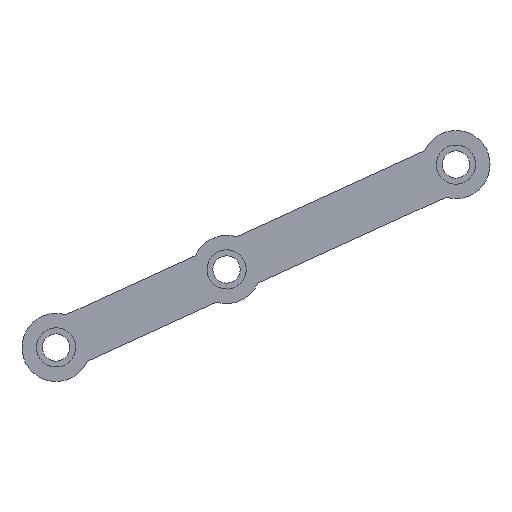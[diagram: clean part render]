
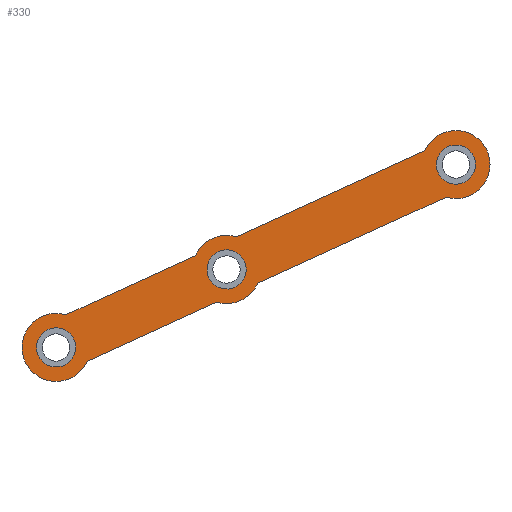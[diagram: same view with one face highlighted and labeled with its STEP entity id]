
A CAD part, left-side view. The second image highlights one B-rep face of the part: STEP entity #330.
In plain terms, the highlighted planar face has unit normal (-1, 0, 0).
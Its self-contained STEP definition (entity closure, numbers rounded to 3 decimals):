
#25=FACE_BOUND('',#81,.T.);
#26=FACE_BOUND('',#82,.T.);
#27=FACE_BOUND('',#83,.T.);
#36=PLANE('',#384);
#55=FACE_OUTER_BOUND('',#80,.T.);
#80=EDGE_LOOP('',(#291,#292,#293,#294,#295,#296,#297,#298));
#81=EDGE_LOOP('',(#299));
#82=EDGE_LOOP('',(#300));
#83=EDGE_LOOP('',(#301));
#90=LINE('',#536,#112);
#95=LINE('',#550,#117);
#99=LINE('',#562,#121);
#103=LINE('',#574,#125);
#112=VECTOR('',#440,10.);
#117=VECTOR('',#453,10.);
#121=VECTOR('',#465,10.);
#125=VECTOR('',#477,10.);
#128=CIRCLE('',#347,5.75);
#131=CIRCLE('',#352,5.75);
#134=CIRCLE('',#357,5.75);
#140=CIRCLE('',#369,10.);
#142=CIRCLE('',#373,10.);
#144=CIRCLE('',#377,10.);
#146=CIRCLE('',#381,10.);
#148=VERTEX_POINT('',#495);
#151=VERTEX_POINT('',#504);
#154=VERTEX_POINT('',#513);
#160=VERTEX_POINT('',#534);
#161=VERTEX_POINT('',#535);
#164=VERTEX_POINT('',#543);
#166=VERTEX_POINT('',#549);
#168=VERTEX_POINT('',#555);
#170=VERTEX_POINT('',#561);
#172=VERTEX_POINT('',#567);
#174=VERTEX_POINT('',#573);
#176=EDGE_CURVE('',#148,#148,#128,.T.);
#180=EDGE_CURVE('',#151,#151,#131,.T.);
#184=EDGE_CURVE('',#154,#154,#134,.T.);
#194=EDGE_CURVE('',#160,#161,#90,.T.);
#198=EDGE_CURVE('',#164,#161,#140,.T.);
#201=EDGE_CURVE('',#164,#166,#95,.T.);
#204=EDGE_CURVE('',#168,#166,#142,.T.);
#207=EDGE_CURVE('',#168,#170,#99,.T.);
#210=EDGE_CURVE('',#172,#170,#144,.T.);
#213=EDGE_CURVE('',#172,#174,#103,.T.);
#216=EDGE_CURVE('',#160,#174,#146,.T.);
#291=ORIENTED_EDGE('',*,*,#216,.F.);
#292=ORIENTED_EDGE('',*,*,#194,.T.);
#293=ORIENTED_EDGE('',*,*,#198,.F.);
#294=ORIENTED_EDGE('',*,*,#201,.T.);
#295=ORIENTED_EDGE('',*,*,#204,.F.);
#296=ORIENTED_EDGE('',*,*,#207,.T.);
#297=ORIENTED_EDGE('',*,*,#210,.F.);
#298=ORIENTED_EDGE('',*,*,#213,.T.);
#299=ORIENTED_EDGE('',*,*,#176,.T.);
#300=ORIENTED_EDGE('',*,*,#180,.T.);
#301=ORIENTED_EDGE('',*,*,#184,.T.);
#330=ADVANCED_FACE('',(#55,#25,#26,#27),#36,.F.);
#347=AXIS2_PLACEMENT_3D('',#496,#392,#393);
#352=AXIS2_PLACEMENT_3D('',#505,#403,#404);
#357=AXIS2_PLACEMENT_3D('',#514,#414,#415);
#369=AXIS2_PLACEMENT_3D('',#544,#446,#447);
#373=AXIS2_PLACEMENT_3D('',#556,#458,#459);
#377=AXIS2_PLACEMENT_3D('',#568,#470,#471);
#381=AXIS2_PLACEMENT_3D('',#579,#482,#483);
#384=AXIS2_PLACEMENT_3D('',#582,#488,#489);
#392=DIRECTION('center_axis',(1.,0.,0.));
#393=DIRECTION('ref_axis',(0.,1.,0.));
#403=DIRECTION('center_axis',(1.,0.,0.));
#404=DIRECTION('ref_axis',(0.,1.,0.));
#414=DIRECTION('center_axis',(1.,0.,0.));
#415=DIRECTION('ref_axis',(0.,1.,0.));
#440=DIRECTION('',(0.,-1.,0.));
#446=DIRECTION('center_axis',(1.,0.,0.));
#447=DIRECTION('ref_axis',(0.,1.,0.));
#453=DIRECTION('',(0.,-1.,0.));
#458=DIRECTION('center_axis',(1.,0.,0.));
#459=DIRECTION('ref_axis',(0.,1.,0.));
#465=DIRECTION('',(0.,1.,0.));
#470=DIRECTION('center_axis',(1.,0.,0.));
#471=DIRECTION('ref_axis',(0.,1.,0.));
#477=DIRECTION('',(0.,1.,0.));
#482=DIRECTION('center_axis',(1.,0.,0.));
#483=DIRECTION('ref_axis',(0.,1.,0.));
#488=DIRECTION('center_axis',(1.,0.,0.));
#489=DIRECTION('ref_axis',(0.,1.,0.));
#495=CARTESIAN_POINT('',(0.,69.25,-70.));
#496=CARTESIAN_POINT('Origin',(0.,75.,-70.));
#504=CARTESIAN_POINT('',(0.,14.25,-70.));
#505=CARTESIAN_POINT('Origin',(0.,20.,-70.));
#513=CARTESIAN_POINT('',(0.,-59.75,-70.));
#514=CARTESIAN_POINT('Origin',(0.,-54.,-70.));
#534=CARTESIAN_POINT('',(0.,68.386,-77.5));
#535=CARTESIAN_POINT('',(0.,26.614,-77.5));
#536=CARTESIAN_POINT('',(0.,68.386,-77.5));
#543=CARTESIAN_POINT('',(0.,13.386,-77.5));
#544=CARTESIAN_POINT('Origin',(0.,20.,-70.));
#549=CARTESIAN_POINT('',(0.,-47.386,-77.5));
#550=CARTESIAN_POINT('',(0.,13.386,-77.5));
#555=CARTESIAN_POINT('',(0.,-47.386,-62.5));
#556=CARTESIAN_POINT('Origin',(0.,-54.,-70.));
#561=CARTESIAN_POINT('',(0.,13.386,-62.5));
#562=CARTESIAN_POINT('',(0.,-47.386,-62.5));
#567=CARTESIAN_POINT('',(0.,26.614,-62.5));
#568=CARTESIAN_POINT('Origin',(0.,20.,-70.));
#573=CARTESIAN_POINT('',(0.,68.386,-62.5));
#574=CARTESIAN_POINT('',(0.,26.614,-62.5));
#579=CARTESIAN_POINT('Origin',(0.,75.,-70.));
#582=CARTESIAN_POINT('Origin',(0.,10.5,-70.));
